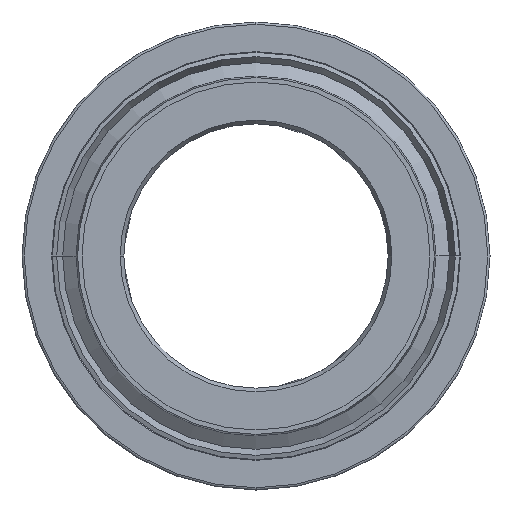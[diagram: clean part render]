
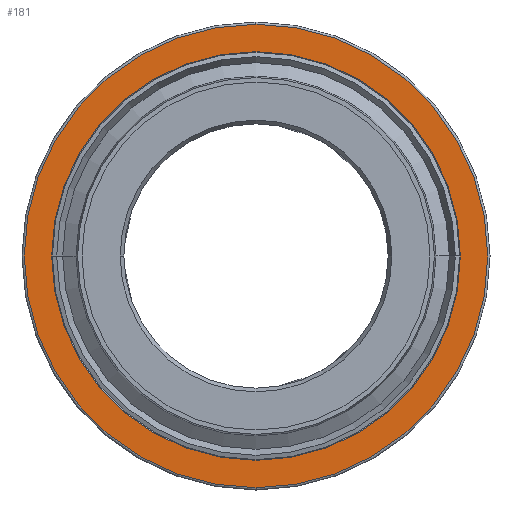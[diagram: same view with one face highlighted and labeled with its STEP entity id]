
A CAD part, left-side view. The second image highlights one B-rep face of the part: STEP entity #181.
In plain terms, the highlighted planar face has unit normal (-1, 0, 0).
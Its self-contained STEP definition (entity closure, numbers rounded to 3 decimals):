
#181=ADVANCED_FACE('',(#953,#954),#955,.T.);
#953=FACE_OUTER_BOUND('',#2400,.T.);
#954=FACE_BOUND('',#2401,.T.);
#955=PLANE('',#2402);
#2400=EDGE_LOOP('',(#4408,#4409,#4410));
#2401=EDGE_LOOP('',(#4411,#4412,#4413));
#2402=AXIS2_PLACEMENT_3D('',#4414,#4415,#4416);
#4408=ORIENTED_EDGE('',*,*,#9354,.F.);
#4409=ORIENTED_EDGE('',*,*,#9353,.F.);
#4410=ORIENTED_EDGE('',*,*,#9415,.F.);
#4411=ORIENTED_EDGE('',*,*,#9361,.T.);
#4412=ORIENTED_EDGE('',*,*,#9413,.T.);
#4413=ORIENTED_EDGE('',*,*,#9362,.T.);
#4414=CARTESIAN_POINT('',(0.5,28.885,0.0));
#4415=DIRECTION('',(-1.0,-0.0,0.0));
#4416=DIRECTION('',(0.0,-1.0,-0.0));
#9353=EDGE_CURVE('',#11269,#11272,#11273,.T.);
#9354=EDGE_CURVE('',#11272,#11274,#11275,.T.);
#9361=EDGE_CURVE('',#11287,#11285,#11288,.T.);
#9362=EDGE_CURVE('',#11281,#11287,#11289,.T.);
#9413=EDGE_CURVE('',#11285,#11281,#11366,.T.);
#9415=EDGE_CURVE('',#11274,#11269,#11368,.T.);
#11269=VERTEX_POINT('',#15042);
#11272=VERTEX_POINT('',#15045);
#11273=CIRCLE('',#15046,30.7);
#11274=VERTEX_POINT('',#15047);
#11275=CIRCLE('',#15048,30.7);
#11281=VERTEX_POINT('',#15054);
#11285=VERTEX_POINT('',#15058);
#11287=VERTEX_POINT('',#15060);
#11288=CIRCLE('',#15061,27.07);
#11289=CIRCLE('',#15062,27.07);
#11366=CIRCLE('',#15332,27.07);
#11368=CIRCLE('',#15334,30.7);
#15042=CARTESIAN_POINT('',(0.5,0.,-30.7));
#15045=CARTESIAN_POINT('',(0.5,30.7,0.0));
#15046=AXIS2_PLACEMENT_3D('',#22522,#22523,#22524);
#15047=CARTESIAN_POINT('',(0.5,0.,30.7));
#15048=AXIS2_PLACEMENT_3D('',#22525,#22526,#22527);
#15054=CARTESIAN_POINT('',(0.5,0.,-27.07));
#15058=CARTESIAN_POINT('',(0.5,0.,27.07));
#15060=CARTESIAN_POINT('',(0.5,27.07,0.0));
#15061=AXIS2_PLACEMENT_3D('',#22546,#22547,#22548);
#15062=AXIS2_PLACEMENT_3D('',#22549,#22550,#22551);
#15332=AXIS2_PLACEMENT_3D('',#22637,#22638,#22639);
#15334=AXIS2_PLACEMENT_3D('',#22643,#22644,#22645);
#22522=CARTESIAN_POINT('',(0.5,0.0,0.0));
#22523=DIRECTION('',(1.0,0.0,0.0));
#22524=DIRECTION('',(0.0,1.0,0.0));
#22525=CARTESIAN_POINT('',(0.5,0.0,0.0));
#22526=DIRECTION('',(1.0,0.0,0.0));
#22527=DIRECTION('',(0.0,1.0,0.0));
#22546=CARTESIAN_POINT('',(0.5,0.0,0.0));
#22547=DIRECTION('',(1.0,0.0,0.0));
#22548=DIRECTION('',(0.0,1.0,0.0));
#22549=CARTESIAN_POINT('',(0.5,0.0,0.0));
#22550=DIRECTION('',(1.0,0.0,0.0));
#22551=DIRECTION('',(0.0,1.0,0.0));
#22637=CARTESIAN_POINT('',(0.5,0.0,0.0));
#22638=DIRECTION('',(1.0,0.0,0.0));
#22639=DIRECTION('',(0.0,1.0,0.0));
#22643=CARTESIAN_POINT('',(0.5,0.0,0.0));
#22644=DIRECTION('',(1.0,0.0,0.0));
#22645=DIRECTION('',(0.0,1.0,0.0));
